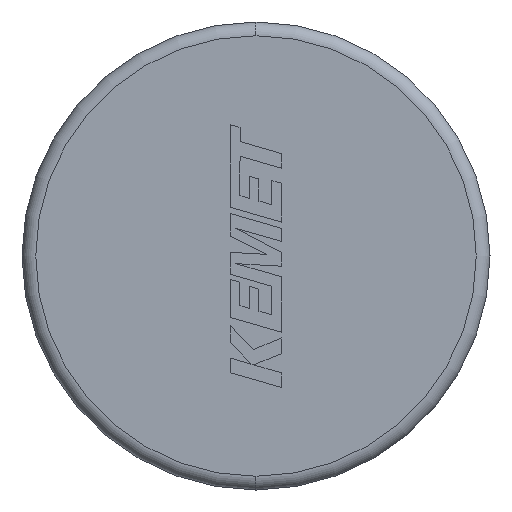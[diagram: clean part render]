
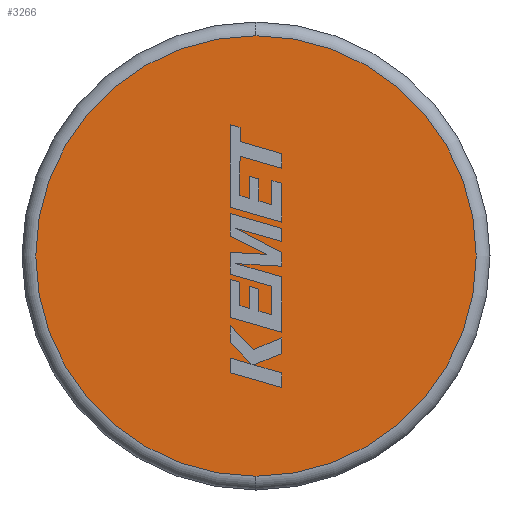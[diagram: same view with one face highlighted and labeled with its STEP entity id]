
A CAD part, left-side view. The second image highlights one B-rep face of the part: STEP entity #3266.
In plain terms, the highlighted planar face has unit normal (-1, 0, 0).
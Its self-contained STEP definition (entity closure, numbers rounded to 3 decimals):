
#68 = DIRECTION ( 'NONE',  ( 0., 0., -1. ) ) ;
#606 = CARTESIAN_POINT ( 'NONE',  ( 0., 0., -3.2 ) ) ;
#618 = DIRECTION ( 'NONE',  ( 0., 0., -1. ) ) ;
#869 = CARTESIAN_POINT ( 'NONE',  ( 0., 0., 0. ) ) ;
#908 = DIRECTION ( 'NONE',  ( -1., 0., 0. ) ) ;
#923 = CARTESIAN_POINT ( 'NONE',  ( 0., 0., 3.2 ) ) ;
#929 = ORIENTED_EDGE ( 'NONE', *, *, #1966, .T. ) ;
#937 = PLANE ( 'NONE',  #1862 ) ;
#1044 = AXIS2_PLACEMENT_3D ( 'NONE', #869, #3251, #68 ) ;
#1130 = CARTESIAN_POINT ( 'NONE',  ( 0., 0., 0. ) ) ;
#1476 = EDGE_LOOP ( 'NONE', ( #3382, #929 ) ) ;
#1517 = DIRECTION ( 'NONE',  ( 1., 0., 0. ) ) ;
#1862 = AXIS2_PLACEMENT_3D ( 'NONE', #3358, #1517, #2028 ) ;
#1966 = EDGE_CURVE ( 'NONE', #2615, #2047, #2141, .T. ) ;
#2028 = DIRECTION ( 'NONE',  ( 0., 0., -1. ) ) ;
#2047 = VERTEX_POINT ( 'NONE', #606 ) ;
#2113 = AXIS2_PLACEMENT_3D ( 'NONE', #1130, #908, #618 ) ;
#2120 = CIRCLE ( 'NONE', #1044, 3.2 ) ;
#2141 = CIRCLE ( 'NONE', #2113, 3.2 ) ;
#2615 = VERTEX_POINT ( 'NONE', #923 ) ;
#3061 = EDGE_CURVE ( 'NONE', #2047, #2615, #2120, .T. ) ;
#3164 = FACE_OUTER_BOUND ( 'NONE', #1476, .T. ) ;
#3251 = DIRECTION ( 'NONE',  ( -1., 0., 0. ) ) ;
#3266 = ADVANCED_FACE ( 'NONE', ( #3164 ), #937, .F. ) ;
#3358 = CARTESIAN_POINT ( 'NONE',  ( 0., 0., 0. ) ) ;
#3382 = ORIENTED_EDGE ( 'NONE', *, *, #3061, .T. ) ;
